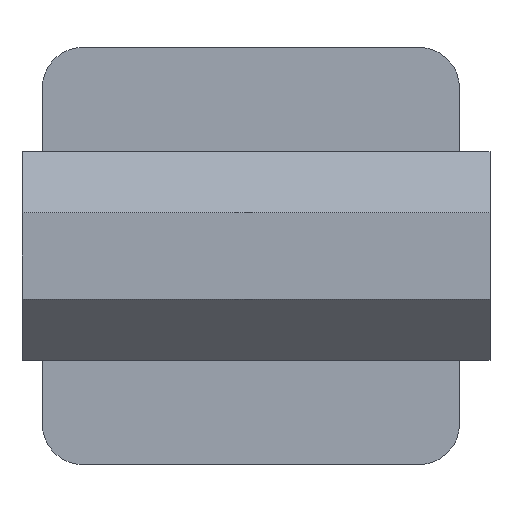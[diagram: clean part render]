
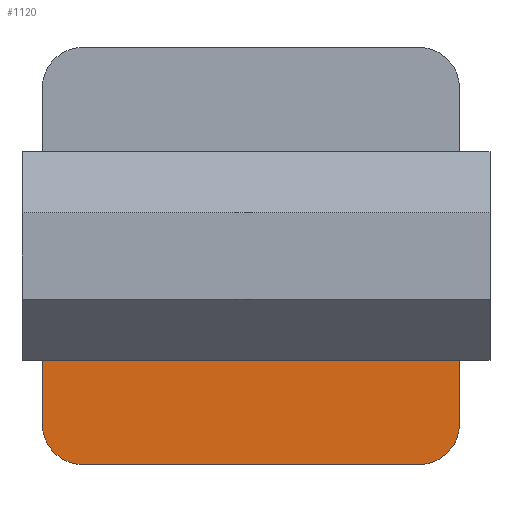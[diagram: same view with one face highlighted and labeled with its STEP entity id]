
A CAD part, front view. The second image highlights one B-rep face of the part: STEP entity #1120.
In plain terms, the highlighted planar face has unit normal (0, -1, 0).
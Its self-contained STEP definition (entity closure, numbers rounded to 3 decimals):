
#33 = VECTOR ( 'NONE', #1473, 1000. ) ;
#74 = FACE_OUTER_BOUND ( 'NONE', #1009, .T. ) ;
#83 = DIRECTION ( 'NONE',  ( 0., -1., 0. ) ) ;
#93 = CARTESIAN_POINT ( 'NONE',  ( -33., -33.8, -41. ) ) ;
#203 = ORIENTED_EDGE ( 'NONE', *, *, #603, .T. ) ;
#248 = EDGE_CURVE ( 'NONE', #924, #432, #522, .T. ) ;
#251 = CARTESIAN_POINT ( 'NONE',  ( -41., -33.8, -20.5 ) ) ;
#300 = ORIENTED_EDGE ( 'NONE', *, *, #1100, .T. ) ;
#381 = DIRECTION ( 'NONE',  ( 0., 0., -1. ) ) ;
#386 = EDGE_CURVE ( 'NONE', #745, #445, #911, .T. ) ;
#395 = DIRECTION ( 'NONE',  ( -1., 0., 0. ) ) ;
#422 = AXIS2_PLACEMENT_3D ( 'NONE', #653, #1043, #1733 ) ;
#432 = VERTEX_POINT ( 'NONE', #1630 ) ;
#439 = AXIS2_PLACEMENT_3D ( 'NONE', #1103, #840, #982 ) ;
#445 = VERTEX_POINT ( 'NONE', #93 ) ;
#495 = CARTESIAN_POINT ( 'NONE',  ( -41., -33.8, -41. ) ) ;
#522 = LINE ( 'NONE', #1644, #1678 ) ;
#560 = VERTEX_POINT ( 'NONE', #251 ) ;
#561 = VECTOR ( 'NONE', #1665, 1000. ) ;
#603 = EDGE_CURVE ( 'NONE', #924, #560, #1692, .T. ) ;
#612 = CARTESIAN_POINT ( 'NONE',  ( -41., -33.8, -33. ) ) ;
#641 = ORIENTED_EDGE ( 'NONE', *, *, #386, .T. ) ;
#653 = CARTESIAN_POINT ( 'NONE',  ( 41., -33.8, -41. ) ) ;
#741 = VERTEX_POINT ( 'NONE', #1573 ) ;
#745 = VERTEX_POINT ( 'NONE', #612 ) ;
#807 = DIRECTION ( 'NONE',  ( 0., 0., -1. ) ) ;
#832 = AXIS2_PLACEMENT_3D ( 'NONE', #1639, #83, #381 ) ;
#840 = DIRECTION ( 'NONE',  ( 0., -1., 0. ) ) ;
#911 = CIRCLE ( 'NONE', #439, 8. ) ;
#924 = VERTEX_POINT ( 'NONE', #992 ) ;
#959 = CARTESIAN_POINT ( 'NONE',  ( 41., -33.8, -20.5 ) ) ;
#982 = DIRECTION ( 'NONE',  ( 0., 0., -1. ) ) ;
#992 = CARTESIAN_POINT ( 'NONE',  ( 41., -33.8, -20.5 ) ) ;
#1009 = EDGE_LOOP ( 'NONE', ( #1637, #300, #1716, #203, #1352, #641 ) ) ;
#1043 = DIRECTION ( 'NONE',  ( 0., -1., 0. ) ) ;
#1100 = EDGE_CURVE ( 'NONE', #741, #432, #1628, .T. ) ;
#1103 = CARTESIAN_POINT ( 'NONE',  ( -33., -33.8, -33. ) ) ;
#1120 = ADVANCED_FACE ( 'NONE', ( #74 ), #1343, .T. ) ;
#1203 = LINE ( 'NONE', #495, #33 ) ;
#1212 = VECTOR ( 'NONE', #395, 1000. ) ;
#1343 = PLANE ( 'NONE',  #422 ) ;
#1352 = ORIENTED_EDGE ( 'NONE', *, *, #1763, .F. ) ;
#1473 = DIRECTION ( 'NONE',  ( 0., 0., 1. ) ) ;
#1491 = LINE ( 'NONE', #1500, #1212 ) ;
#1500 = CARTESIAN_POINT ( 'NONE',  ( -41., -33.8, -41. ) ) ;
#1501 = EDGE_CURVE ( 'NONE', #741, #445, #1491, .T. ) ;
#1573 = CARTESIAN_POINT ( 'NONE',  ( 33., -33.8, -41. ) ) ;
#1628 = CIRCLE ( 'NONE', #832, 8. ) ;
#1630 = CARTESIAN_POINT ( 'NONE',  ( 41., -33.8, -33. ) ) ;
#1637 = ORIENTED_EDGE ( 'NONE', *, *, #1501, .F. ) ;
#1639 = CARTESIAN_POINT ( 'NONE',  ( 33., -33.8, -33. ) ) ;
#1644 = CARTESIAN_POINT ( 'NONE',  ( 41., -33.8, 41. ) ) ;
#1665 = DIRECTION ( 'NONE',  ( -1., 0., 0. ) ) ;
#1678 = VECTOR ( 'NONE', #807, 1000. ) ;
#1692 = LINE ( 'NONE', #959, #561 ) ;
#1716 = ORIENTED_EDGE ( 'NONE', *, *, #248, .F. ) ;
#1733 = DIRECTION ( 'NONE',  ( 0., 0., -1. ) ) ;
#1763 = EDGE_CURVE ( 'NONE', #745, #560, #1203, .T. ) ;
